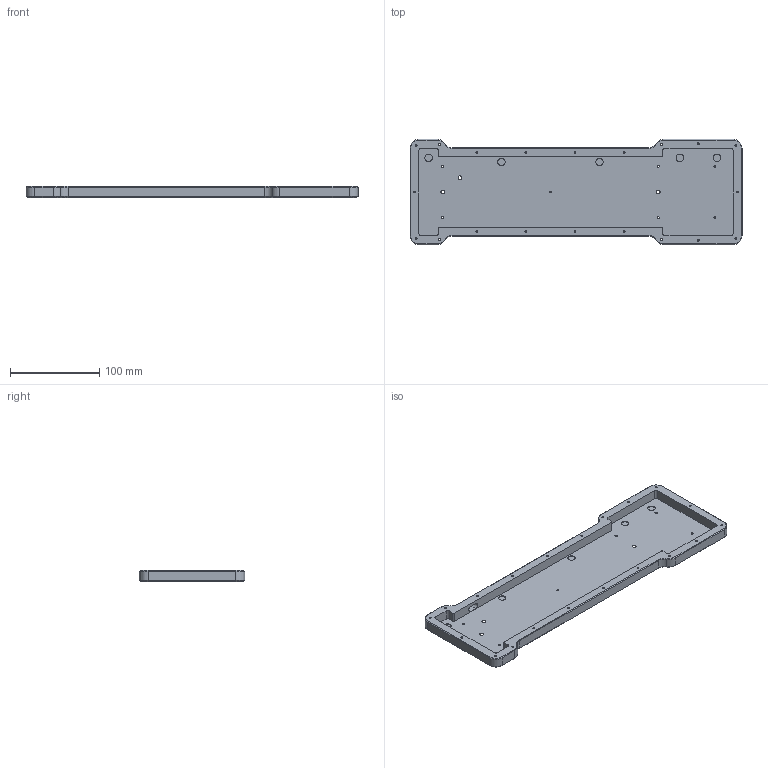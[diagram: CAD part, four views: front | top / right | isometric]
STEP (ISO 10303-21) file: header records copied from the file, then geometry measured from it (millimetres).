
FILE_DESCRIPTION(('HOOPS Exchange Step'),'2;1');
FILE_NAME('temp_export','2024-09-14T13:06:45-04:00',('jscotto'),('Shapr3D Limited'),'HOOPS Exchange 2024.2','Shapr3D','Authorized');
FILE_SCHEMA( ('AP242_MANAGED_MODEL_BASED_3D_ENGINEERING_MIM_LF {1 0 10303 442 1 1 4 }') );
Length unit declared in the file: millimetre
Products named in the file (1): Case (Bottom)
Bounding box: 371.35 x 117.75 x 12.4 mm (x, y, z)
Volume: 148899.4 mm3; surface area: 102491.5 mm2
Topology: 1 solids, 1 shells, 205 faces, 568 edges, 370 vertices
Faces by surface type: cylinder 81, cone 76, plane 48
Full cylindrical faces by diameter (mm): 2.2 x27, 4.2 x23, 8.25 x5
Entity records: 6842 total; most frequent: DIRECTION 1290, CARTESIAN_POINT 1145, ORIENTED_EDGE 1136, EDGE_CURVE 568, AXIS2_PLACEMENT_3D 515, VERTEX_POINT 370, CIRCLE 308, EDGE_LOOP 272
